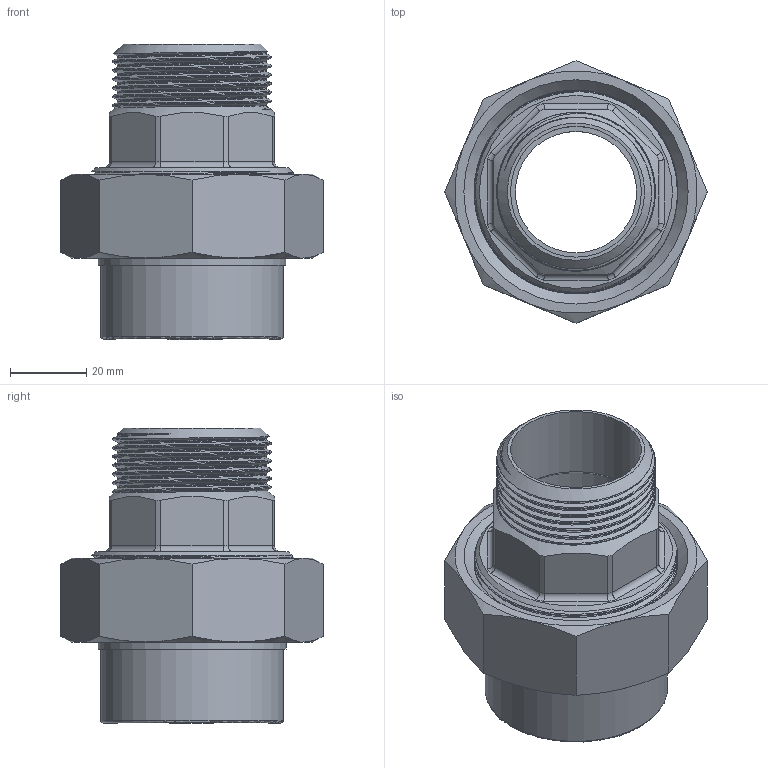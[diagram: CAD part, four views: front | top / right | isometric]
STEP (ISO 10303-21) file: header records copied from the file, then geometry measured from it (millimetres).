
FILE_DESCRIPTION(/* description */ ('STEP AP203'),/* implementation_level */ '2;1');
FILE_NAME(/* name */ 'AF0621.040.040_5.step',/* time_stamp */ '2025-12-18T15:30:42+01:00',/* author */ (''),/* organization */ (''),/* preprocessor_version */ 'ST-DEVELOPER v20.1',/* originating_system */ 'Autodesk Translation Framework v14.21.0.0',/* authorisation */ '');
FILE_SCHEMA (('AUTOMOTIVE_DESIGN { 1 0 10303 214 3 1 1 }'));
Length unit declared in the file: millimetre
Products named in the file (3): 2025-12-16-08-59-50-758; 2025-12-16-12-45-19-047; 2025-12-18-10-28-15-779
Assembly tree (2 placements, depth 2):
  2025-12-16-08-59-50-758
    2025-12-16-12-45-19-047
    2025-12-18-10-28-15-779
Bounding box: 69 x 69 x 77.77 mm (x, y, z)
Volume: 65815.9 mm3; surface area: 41823.9 mm2
Topology: 4 solids, 4 shells, 898 faces, 2531 edges, 1673 vertices
Faces by surface type: plane 781, cylinder 52, bspline 30, cone 24, torus 11
Full cylindrical faces by diameter (mm): 1.3 x1, 1.95 x1, 31.9 x1, 34.4 x1, 36.8 x1, 38.952 x6, 41.9 x1, 48 x1, 49.36 x1, 50.788 x3, 51.623 x1, 53.96 x1, 54 x1, 56.165 x6
Entity records: 39802 total; most frequent: CARTESIAN_POINT 16861, ORIENTED_EDGE 5062, DIRECTION 4195, EDGE_CURVE 2531, LINE 2247, VECTOR 2247, VERTEX_POINT 1673, AXIS2_PLACEMENT_3D 974
